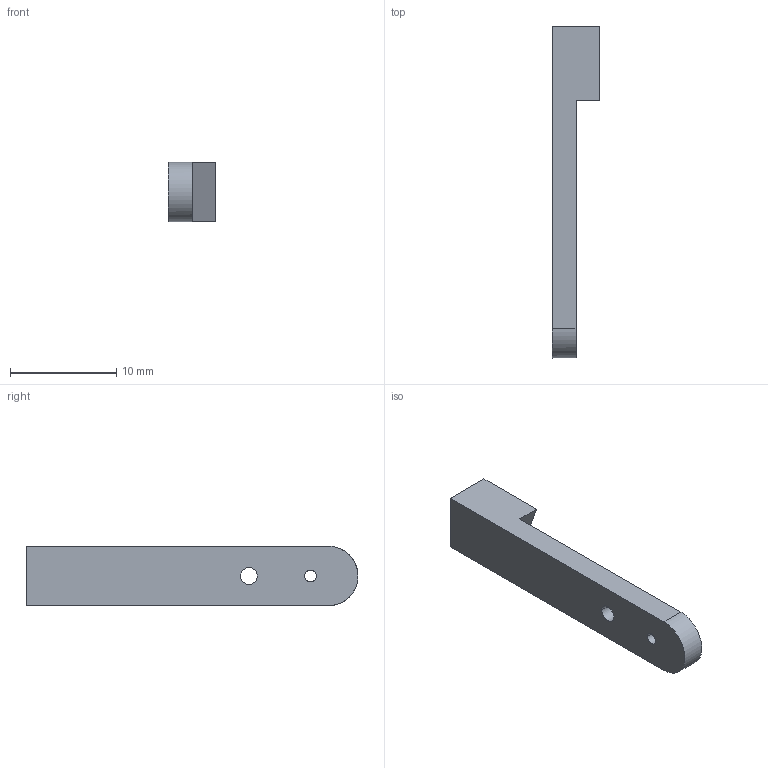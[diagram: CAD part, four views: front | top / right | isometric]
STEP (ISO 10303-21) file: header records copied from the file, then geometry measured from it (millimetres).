
FILE_DESCRIPTION(/* description */ (''),/* implementation_level */ '2;1');
FILE_NAME(/* name */ 'BladeMount',/* time_stamp */ '2016-09-27T15:19:54-04:00',/* author */ (''),/* organization */ (''),/* preprocessor_version */ 'ST-DEVELOPER v15',/* originating_system */ '',/* authorisation */ '');
FILE_SCHEMA (('AUTOMOTIVE_DESIGN'));
Length unit declared in the file: millimetre
Products named in the file (1): Document
Bounding box: 4.5 x 31.27 x 5.6 mm (x, y, z)
Volume: 440 mm3; surface area: 601.6 mm2
Topology: 1 solids, 1 shells, 15 faces, 36 edges, 24 vertices
Faces by surface type: bspline 12, plane 3
Entity records: 507 total; most frequent: CARTESIAN_POINT 270, ORIENTED_EDGE 72, EDGE_CURVE 36, VERTEX_POINT 24, EDGE_LOOP 20, ADVANCED_FACE 15, FACE_OUTER_BOUND 15, DIRECTION 7
